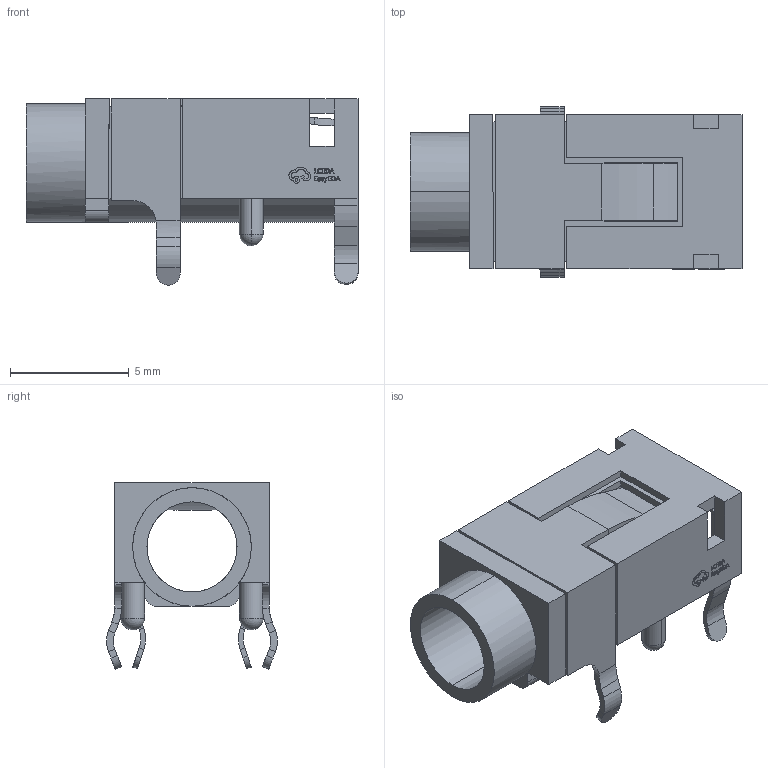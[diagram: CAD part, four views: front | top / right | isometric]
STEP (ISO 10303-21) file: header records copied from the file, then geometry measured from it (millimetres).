
FILE_DESCRIPTION (( 'STEP AP214' ), '1' );
FILE_NAME ('AUDIO-TH_L11.5-W6.5-H5.2-4P.step', '2022-06-16T10:35:38', ( '' ), ( '' ), 'SwSTEP 2.0', 'SolidWorks 2020', '' );
FILE_SCHEMA (( 'AUTOMOTIVE_DESIGN' ));
Length unit declared in the file: millimetre
Products named in the file (1): AUDIO-TH_L11.5-W6.5-H5.2-4P
Bounding box: 14 x 7.2 x 7.85 mm (x, y, z)
Volume: 212 mm3; surface area: 731.1 mm2
Topology: 3 solids, 3 shells, 410 faces, 1075 edges, 680 vertices
Faces by surface type: plane 258, bspline 98, cylinder 50, sphere 4
Entity records: 17465 total; most frequent: CARTESIAN_POINT 3516, ORIENTED_EDGE 2134, DIRECTION 1581, EDGE_CURVE 1067, VECTOR 755, LINE 755, VERTEX_POINT 676, EDGE_LOOP 431
